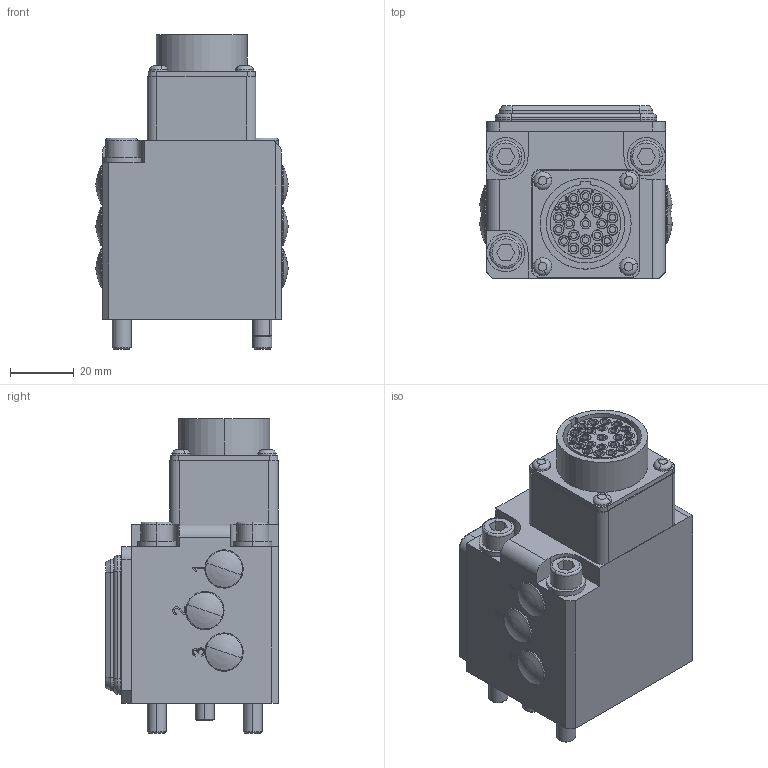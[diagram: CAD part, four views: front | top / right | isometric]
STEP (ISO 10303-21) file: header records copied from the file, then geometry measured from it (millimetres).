
FILE_DESCRIPTION (( 'STEP AP203' ), '1' );
FILE_NAME ('P6721.STEP', '2018-11-30T13:40:58', ( 'rsp' ), ( 'Hewlett-Packard Company' ), 'SwSTEP 2.0', 'SolidWorks 2017', '' );
FILE_SCHEMA (( 'CONFIG_CONTROL_DESIGN' ));
Length unit declared in the file: millimetre
Products named in the file (1): P6721
Bounding box: 60.2 x 54.04 x 98.4 mm (x, y, z)
Volume: 195274.7 mm3; surface area: 66367.9 mm2
Topology: 73 solids, 73 shells, 1143 faces, 2502 edges, 1612 vertices
Faces by surface type: cylinder 506, plane 435, bspline 94, torus 74, cone 34
Entity records: 36571 total; most frequent: CARTESIAN_POINT 10843, DIRECTION 5543, ORIENTED_EDGE 4972, EDGE_CURVE 2486, AXIS2_PLACEMENT_3D 2196, VERTEX_POINT 1612, EDGE_LOOP 1386, LINE 1151
